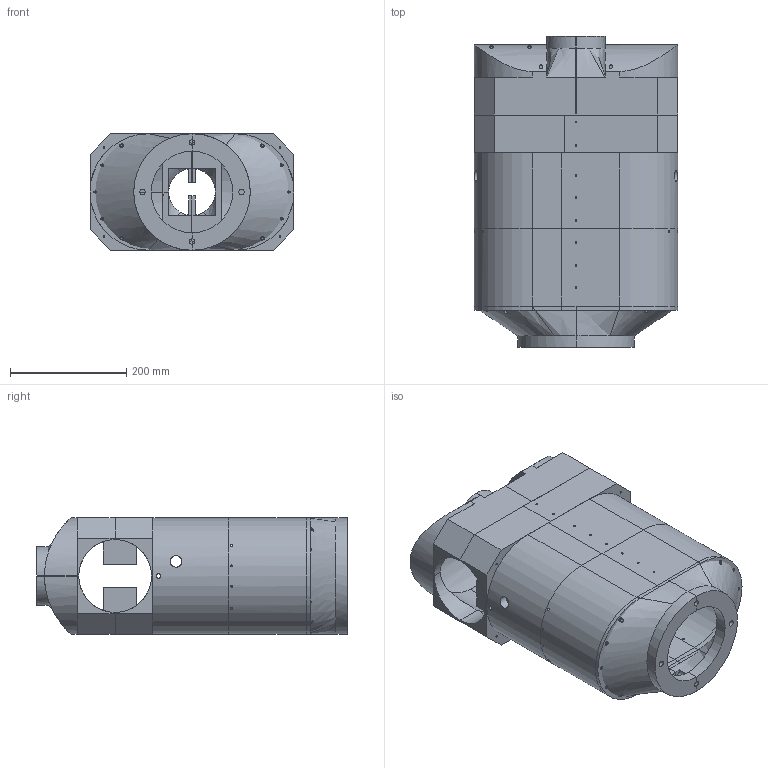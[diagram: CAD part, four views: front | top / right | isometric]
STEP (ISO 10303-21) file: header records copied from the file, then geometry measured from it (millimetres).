
FILE_DESCRIPTION(/* description */ (''),/* implementation_level */ '2;1');
FILE_NAME(/* name */ 'ChestAssembly.stp',/* time_stamp */ '2025-10-24T01:34:43-05:00',/* author */ ('aul12'),/* organization */ (''),/* preprocessor_version */ 'ST-DEVELOPER v19.2',/* originating_system */ 'Autodesk Inventor 2024',/* authorisation */ '');
FILE_SCHEMA (('AUTOMOTIVE_DESIGN { 1 0 10303 214 3 1 1 }'));
Length unit declared in the file: millimetre
Products named in the file (12): Chest; Chest_1; Chest_2; Chest_3; Chest_4; Chest_5; Chest_6; Chest_7; Chest_8; Chest_9; Chest_10; Chest_11
Assembly tree (11 placements, depth 2):
  Chest
    Chest_1
    Chest_2
    Chest_3
    Chest_4
    Chest_5
    Chest_6
    Chest_7
    Chest_8
    Chest_9
    Chest_10
    Chest_11
Bounding box: 350 x 534 x 200 mm (x, y, z)
Volume: 8002766 mm3; surface area: 1367865.8 mm2
Topology: 11 solids, 11 shells, 490 faces, 1433 edges, 962 vertices
Faces by surface type: plane 241, cylinder 220, bspline 27, cone 2
Full cylindrical faces by diameter (mm): 3 x53, 3.25 x55, 3.5 x4, 6.25 x18, 7.5 x2, 9.75 x2, 18 x2, 20 x2
Entity records: 21177 total; most frequent: CARTESIAN_POINT 7312, ORIENTED_EDGE 2872, DIRECTION 2618, EDGE_CURVE 1436, VERTEX_POINT 962, AXIS2_PLACEMENT_3D 918, LINE 782, VECTOR 782
